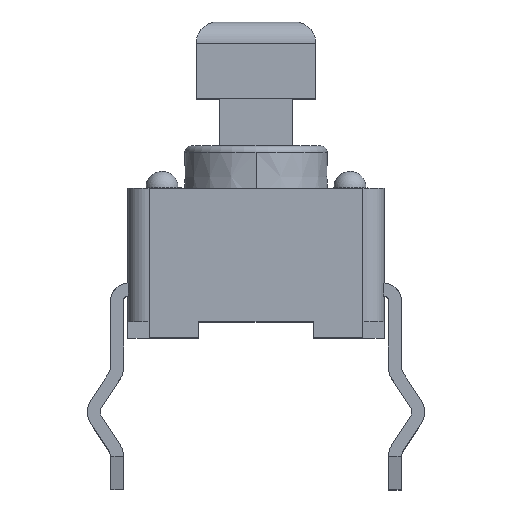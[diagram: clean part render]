
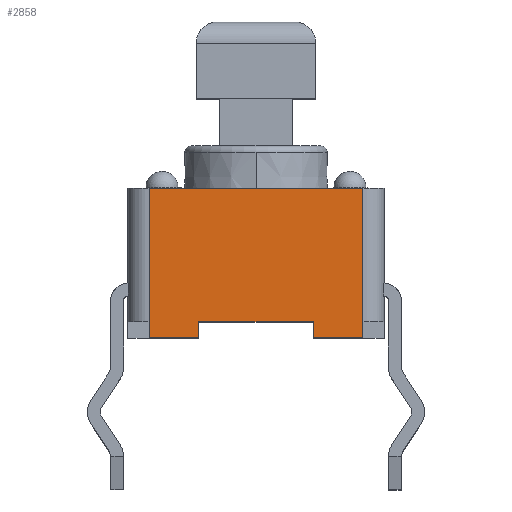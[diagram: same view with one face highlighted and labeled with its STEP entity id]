
A CAD part, top view. The second image highlights one B-rep face of the part: STEP entity #2858.
In plain terms, the highlighted face is planar.
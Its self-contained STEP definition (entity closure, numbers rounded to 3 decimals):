
#18 = ORIENTED_EDGE ( 'NONE', *, *, #6846, .T. ) ;
#22 = VECTOR ( 'NONE', #4921, 1000. ) ;
#208 = EDGE_LOOP ( 'NONE', ( #3506, #5807, #1755, #18, #2986, #2403, #2720, #5389, #2197, #7285 ) ) ;
#234 = DIRECTION ( 'NONE',  ( 1., 0., 0. ) ) ;
#353 = CARTESIAN_POINT ( 'NONE',  ( -1.34, -3., -1.41 ) ) ;
#627 = VERTEX_POINT ( 'NONE', #6666 ) ;
#708 = CARTESIAN_POINT ( 'NONE',  ( -2.5, -3., -1.41 ) ) ;
#827 = LINE ( 'NONE', #990, #5432 ) ;
#877 = VERTEX_POINT ( 'NONE', #5258 ) ;
#910 = EDGE_CURVE ( 'NONE', #4416, #2811, #3417, .T. ) ;
#990 = CARTESIAN_POINT ( 'NONE',  ( -2.5, -3., -1.79 ) ) ;
#1068 = EDGE_CURVE ( 'NONE', #3600, #7528, #5082, .T. ) ;
#1171 = VERTEX_POINT ( 'NONE', #2178 ) ;
#1220 = DIRECTION ( 'NONE',  ( 0., 0., -1. ) ) ;
#1233 = AXIS2_PLACEMENT_3D ( 'NONE', #7517, #2825, #7641 ) ;
#1324 = LINE ( 'NONE', #6160, #4165 ) ;
#1367 = DIRECTION ( 'NONE',  ( 0., 0., -1. ) ) ;
#1401 = VERTEX_POINT ( 'NONE', #7302 ) ;
#1479 = DIRECTION ( 'NONE',  ( 0., 0., -1. ) ) ;
#1572 = CARTESIAN_POINT ( 'NONE',  ( -2.5, -3., -1.41 ) ) ;
#1755 = ORIENTED_EDGE ( 'NONE', *, *, #5623, .F. ) ;
#1761 = CARTESIAN_POINT ( 'NONE',  ( 2.5, -3., 1.71 ) ) ;
#1910 = EDGE_CURVE ( 'NONE', #4416, #1401, #2450, .T. ) ;
#2059 = CARTESIAN_POINT ( 'NONE',  ( 1.34, -3., -1.79 ) ) ;
#2074 = LINE ( 'NONE', #353, #5409 ) ;
#2178 = CARTESIAN_POINT ( 'NONE',  ( -1.34, -3., -1.79 ) ) ;
#2197 = ORIENTED_EDGE ( 'NONE', *, *, #5668, .T. ) ;
#2403 = ORIENTED_EDGE ( 'NONE', *, *, #3721, .F. ) ;
#2450 = LINE ( 'NONE', #4240, #4433 ) ;
#2651 = DIRECTION ( 'NONE',  ( 1., 0., 0. ) ) ;
#2720 = ORIENTED_EDGE ( 'NONE', *, *, #1068, .T. ) ;
#2805 = VECTOR ( 'NONE', #3696, 1000. ) ;
#2811 = VERTEX_POINT ( 'NONE', #6830 ) ;
#2825 = DIRECTION ( 'NONE',  ( 0., -1., 0. ) ) ;
#2858 = ADVANCED_FACE ( 'NONE', ( #7557 ), #7076, .T. ) ;
#2986 = ORIENTED_EDGE ( 'NONE', *, *, #6634, .T. ) ;
#3025 = DIRECTION ( 'NONE',  ( -1., 0., 0. ) ) ;
#3233 = EDGE_CURVE ( 'NONE', #1401, #627, #6171, .T. ) ;
#3417 = LINE ( 'NONE', #7683, #5056 ) ;
#3483 = CARTESIAN_POINT ( 'NONE',  ( 1.34, -3., -1.41 ) ) ;
#3506 = ORIENTED_EDGE ( 'NONE', *, *, #1910, .F. ) ;
#3600 = VERTEX_POINT ( 'NONE', #4022 ) ;
#3686 = CARTESIAN_POINT ( 'NONE',  ( 1.34, -3., -1.41 ) ) ;
#3696 = DIRECTION ( 'NONE',  ( 0., 0., 1. ) ) ;
#3721 = EDGE_CURVE ( 'NONE', #3600, #1171, #2074, .T. ) ;
#3799 = VERTEX_POINT ( 'NONE', #1572 ) ;
#3812 = VECTOR ( 'NONE', #4927, 1000. ) ;
#4022 = CARTESIAN_POINT ( 'NONE',  ( -1.34, -3., -1.41 ) ) ;
#4165 = VECTOR ( 'NONE', #7358, 1000. ) ;
#4213 = LINE ( 'NONE', #708, #2805 ) ;
#4240 = CARTESIAN_POINT ( 'NONE',  ( 2.5, -3., 1.71 ) ) ;
#4416 = VERTEX_POINT ( 'NONE', #1761 ) ;
#4433 = VECTOR ( 'NONE', #1220, 1000. ) ;
#4921 = DIRECTION ( 'NONE',  ( 0., 0., -1. ) ) ;
#4927 = DIRECTION ( 'NONE',  ( 1., 0., 0. ) ) ;
#4942 = CARTESIAN_POINT ( 'NONE',  ( 2.5, -3., -1.41 ) ) ;
#5056 = VECTOR ( 'NONE', #3025, 1000. ) ;
#5082 = LINE ( 'NONE', #6303, #6313 ) ;
#5258 = CARTESIAN_POINT ( 'NONE',  ( -2.5, -3., -1.79 ) ) ;
#5389 = ORIENTED_EDGE ( 'NONE', *, *, #6115, .T. ) ;
#5409 = VECTOR ( 'NONE', #1479, 1000. ) ;
#5432 = VECTOR ( 'NONE', #234, 1000. ) ;
#5623 = EDGE_CURVE ( 'NONE', #3799, #2811, #4213, .T. ) ;
#5668 = EDGE_CURVE ( 'NONE', #7543, #627, #6790, .T. ) ;
#5807 = ORIENTED_EDGE ( 'NONE', *, *, #910, .T. ) ;
#6115 = EDGE_CURVE ( 'NONE', #7528, #7543, #7307, .T. ) ;
#6160 = CARTESIAN_POINT ( 'NONE',  ( -2.5, -3., -1.41 ) ) ;
#6171 = LINE ( 'NONE', #4942, #6540 ) ;
#6303 = CARTESIAN_POINT ( 'NONE',  ( -1.34, -3., -1.41 ) ) ;
#6313 = VECTOR ( 'NONE', #2651, 1000. ) ;
#6540 = VECTOR ( 'NONE', #1367, 1000. ) ;
#6634 = EDGE_CURVE ( 'NONE', #877, #1171, #827, .T. ) ;
#6666 = CARTESIAN_POINT ( 'NONE',  ( 2.5, -3., -1.79 ) ) ;
#6790 = LINE ( 'NONE', #7315, #3812 ) ;
#6830 = CARTESIAN_POINT ( 'NONE',  ( -2.5, -3., 1.71 ) ) ;
#6846 = EDGE_CURVE ( 'NONE', #3799, #877, #1324, .T. ) ;
#7076 = PLANE ( 'NONE',  #1233 ) ;
#7285 = ORIENTED_EDGE ( 'NONE', *, *, #3233, .F. ) ;
#7302 = CARTESIAN_POINT ( 'NONE',  ( 2.5, -3., -1.41 ) ) ;
#7307 = LINE ( 'NONE', #3686, #22 ) ;
#7315 = CARTESIAN_POINT ( 'NONE',  ( 1.34, -3., -1.79 ) ) ;
#7358 = DIRECTION ( 'NONE',  ( 0., 0., -1. ) ) ;
#7517 = CARTESIAN_POINT ( 'NONE',  ( -2.75, -3., 1.885 ) ) ;
#7528 = VERTEX_POINT ( 'NONE', #3483 ) ;
#7543 = VERTEX_POINT ( 'NONE', #2059 ) ;
#7557 = FACE_OUTER_BOUND ( 'NONE', #208, .T. ) ;
#7641 = DIRECTION ( 'NONE',  ( 0., 0., -1. ) ) ;
#7683 = CARTESIAN_POINT ( 'NONE',  ( 2.5, -3., 1.71 ) ) ;
